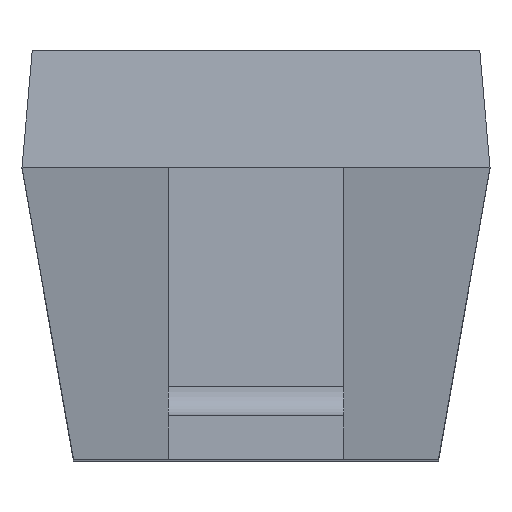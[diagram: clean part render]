
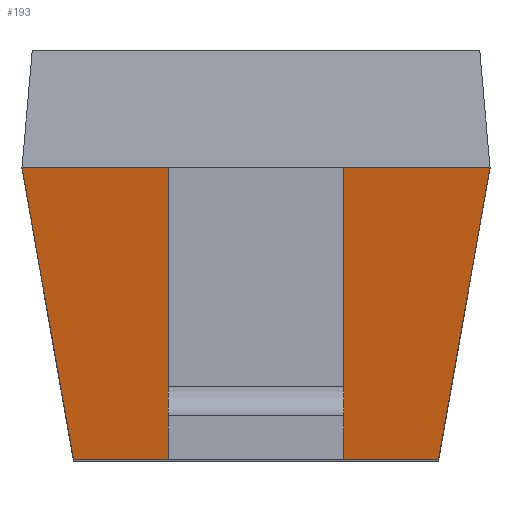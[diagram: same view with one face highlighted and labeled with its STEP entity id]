
A CAD part, top view. The second image highlights one B-rep face of the part: STEP entity #193.
In plain terms, the highlighted planar face has unit normal (0, -0.174, 0.985).
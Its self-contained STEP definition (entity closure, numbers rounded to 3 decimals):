
#193=ADVANCED_FACE('',(#478),#480,.T.);
#478=FACE_BOUND('',#479,.T.);
#479=EDGE_LOOP('',(#688,#689,#690,#691,#692,#693,#694,#695));
#480=PLANE('',#481);
#481=AXIS2_PLACEMENT_3D('',#482,#483,#484);
#482=CARTESIAN_POINT('',(-0.624,-1.,1.224));
#483=DIRECTION('',(0.,-0.174,0.985));
#484=DIRECTION('',(1.,0.,0.));
#688=ORIENTED_EDGE('',*,*,#833,.F.);
#689=ORIENTED_EDGE('',*,*,#834,.F.);
#690=ORIENTED_EDGE('',*,*,#821,.F.);
#691=ORIENTED_EDGE('',*,*,#817,.F.);
#692=ORIENTED_EDGE('',*,*,#832,.T.);
#693=ORIENTED_EDGE('',*,*,#824,.T.);
#694=ORIENTED_EDGE('',*,*,#820,.F.);
#695=ORIENTED_EDGE('',*,*,#835,.F.);
#817=EDGE_CURVE('',#920,#884,#922,.T.);
#820=EDGE_CURVE('',#924,#896,#927,.T.);
#821=EDGE_CURVE('',#884,#925,#928,.T.);
#824=EDGE_CURVE('',#929,#896,#933,.T.);
#832=EDGE_CURVE('',#920,#929,#945,.T.);
#833=EDGE_CURVE('',#946,#947,#948,.T.);
#834=EDGE_CURVE('',#925,#946,#949,.T.);
#835=EDGE_CURVE('',#947,#924,#950,.F.);
#884=VERTEX_POINT('',#1029);
#896=VERTEX_POINT('',#1055);
#920=VERTEX_POINT('',#1109);
#922=LINE('',#1113,#1114);
#924=VERTEX_POINT('',#1119);
#925=VERTEX_POINT('',#1120);
#927=LINE('',#1124,#1125);
#928=LINE('',#1127,#1128);
#929=VERTEX_POINT('',#1130);
#933=LINE('',#1138,#1139);
#945=LINE('',#1166,#1167);
#946=VERTEX_POINT('',#1169);
#947=VERTEX_POINT('',#1170);
#948=LINE('',#1171,#1172);
#949=LINE('',#1174,#1175);
#950=LINE('',#1177,#1178);
#1029=CARTESIAN_POINT('',(-0.8,0.,1.4));
#1055=CARTESIAN_POINT('',(0.8,0.,1.4));
#1109=CARTESIAN_POINT('',(-0.624,-1.,1.224));
#1113=CARTESIAN_POINT('',(-0.624,-1.,1.224));
#1114=VECTOR('',#1115,1.);
#1115=DIRECTION('',(-0.171,0.97,0.171));
#1119=CARTESIAN_POINT('',(0.3,0.,1.4));
#1120=CARTESIAN_POINT('',(-0.3,0.,1.4));
#1124=CARTESIAN_POINT('',(0.3,0.,1.4));
#1125=VECTOR('',#1126,1.);
#1126=DIRECTION('',(1.,0.,0.));
#1127=CARTESIAN_POINT('',(-0.8,0.,1.4));
#1128=VECTOR('',#1129,1.);
#1129=DIRECTION('',(1.,0.,0.));
#1130=CARTESIAN_POINT('',(0.624,-1.,1.224));
#1138=CARTESIAN_POINT('',(0.624,-1.,1.224));
#1139=VECTOR('',#1140,1.);
#1140=DIRECTION('',(0.171,0.97,0.171));
#1166=CARTESIAN_POINT('',(-0.624,-1.,1.224));
#1167=VECTOR('',#1168,1.);
#1168=DIRECTION('',(1.,0.,0.));
#1169=CARTESIAN_POINT('',(-0.3,-0.284,1.35));
#1170=CARTESIAN_POINT('',(0.3,-0.284,1.35));
#1171=CARTESIAN_POINT('',(-0.3,-0.284,1.35));
#1172=VECTOR('',#1173,1.);
#1173=DIRECTION('',(1.,0.,0.));
#1174=CARTESIAN_POINT('',(-0.3,0.,1.4));
#1175=VECTOR('',#1176,1.);
#1176=DIRECTION('',(0.,-0.985,-0.174));
#1177=CARTESIAN_POINT('',(0.3,0.,1.4));
#1178=VECTOR('',#1179,1.);
#1179=DIRECTION('',(0.,-0.985,-0.174));
